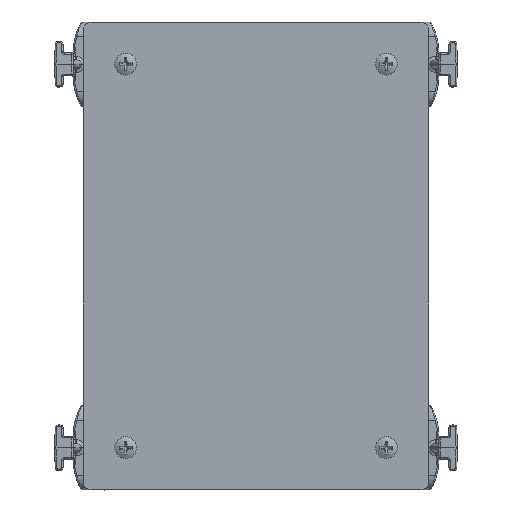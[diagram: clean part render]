
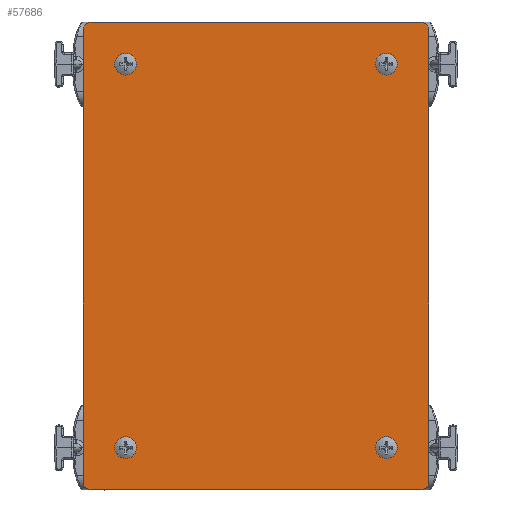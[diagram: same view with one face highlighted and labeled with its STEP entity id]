
A CAD part, top view. The second image highlights one B-rep face of the part: STEP entity #57686.
In plain terms, the highlighted planar face has unit normal (0, 0, 1).
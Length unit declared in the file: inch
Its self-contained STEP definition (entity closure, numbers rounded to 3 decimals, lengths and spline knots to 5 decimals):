
#45 = PLANE ( 'NONE',  #2210 ) ;
#1805 = DIRECTION ( 'NONE',  ( 0., -1., 0. ) ) ;
#2210 = AXIS2_PLACEMENT_3D ( 'NONE', #28996, #60828, #37328 ) ;
#2987 = DIRECTION ( 'NONE',  ( 0., 0., -1. ) ) ;
#4058 = CARTESIAN_POINT ( 'NONE',  ( 0.10205, 3.78791, 0.04 ) ) ;
#5715 = CARTESIAN_POINT ( 'NONE',  ( -1.89745, -3.14959, 0.04 ) ) ;
#7181 = DIRECTION ( 'NONE',  ( 0., 0., 1. ) ) ;
#7411 = FACE_BOUND ( 'NONE', #22065, .T. ) ;
#8509 = EDGE_CURVE ( 'NONE', #15505, #19145, #58265, .T. ) ;
#9843 = CIRCLE ( 'NONE', #36554, 0.125 ) ;
#10204 = CIRCLE ( 'NONE', #63475, 0.125 ) ;
#11107 = CARTESIAN_POINT ( 'NONE',  ( 2.78955, 3.78791, 0.04 ) ) ;
#11129 = EDGE_CURVE ( 'NONE', #26396, #15505, #28295, .T. ) ;
#11736 = AXIS2_PLACEMENT_3D ( 'NONE', #62675, #84288, #46039 ) ;
#12248 = CARTESIAN_POINT ( 'NONE',  ( 2.91455, -3.71209, 0.04 ) ) ;
#12264 = DIRECTION ( 'NONE',  ( 1., 0., 0. ) ) ;
#13576 = EDGE_LOOP ( 'NONE', ( #81709 ) ) ;
#13802 = FACE_BOUND ( 'NONE', #60853, .T. ) ;
#13884 = CARTESIAN_POINT ( 'NONE',  ( -1.89745, 3.10041, 0.04 ) ) ;
#15505 = VERTEX_POINT ( 'NONE', #67263 ) ;
#15510 = VERTEX_POINT ( 'NONE', #45391 ) ;
#16567 = EDGE_CURVE ( 'NONE', #93784, #58839, #43881, .T. ) ;
#19145 = VERTEX_POINT ( 'NONE', #57497 ) ;
#20883 = ORIENTED_EDGE ( 'NONE', *, *, #43475, .T. ) ;
#22065 = EDGE_LOOP ( 'NONE', ( #78444 ) ) ;
#22268 = VERTEX_POINT ( 'NONE', #11107 ) ;
#22651 = VECTOR ( 'NONE', #76005, 39.37008 ) ;
#24611 = CARTESIAN_POINT ( 'NONE',  ( -2.02245, 3.10041, 0.04 ) ) ;
#26396 = VERTEX_POINT ( 'NONE', #81999 ) ;
#26554 = CARTESIAN_POINT ( 'NONE',  ( -2.58545, -3.83709, 0.04 ) ) ;
#27996 = DIRECTION ( 'NONE',  ( 0., 0., 1. ) ) ;
#28295 = CIRCLE ( 'NONE', #45503, 0.125 ) ;
#28472 = DIRECTION ( 'NONE',  ( -1., 0., 0. ) ) ;
#28996 = CARTESIAN_POINT ( 'NONE',  ( 0.10205, -0.02459, 0.04 ) ) ;
#30294 = LINE ( 'NONE', #74429, #69786 ) ;
#30795 = DIRECTION ( 'NONE',  ( 1., 0., 0. ) ) ;
#30918 = CARTESIAN_POINT ( 'NONE',  ( 2.91455, -0.02459, 0.04 ) ) ;
#31550 = EDGE_CURVE ( 'NONE', #85639, #22268, #41469, .T. ) ;
#34650 = EDGE_CURVE ( 'NONE', #48889, #48889, #51100, .T. ) ;
#36335 = LINE ( 'NONE', #30918, #22651 ) ;
#36554 = AXIS2_PLACEMENT_3D ( 'NONE', #24611, #2987, #70635 ) ;
#37102 = VERTEX_POINT ( 'NONE', #5715 ) ;
#37166 = EDGE_CURVE ( 'NONE', #89684, #93784, #30294, .T. ) ;
#37328 = DIRECTION ( 'NONE',  ( 1., 0., 0. ) ) ;
#38283 = FACE_BOUND ( 'NONE', #13576, .T. ) ;
#40383 = LINE ( 'NONE', #4058, #75658 ) ;
#41469 = CIRCLE ( 'NONE', #11736, 0.125 ) ;
#42508 = DIRECTION ( 'NONE',  ( 0., 0., -1. ) ) ;
#42635 = CARTESIAN_POINT ( 'NONE',  ( -2.58545, 3.66291, 0.04 ) ) ;
#43475 = EDGE_CURVE ( 'NONE', #22268, #26396, #40383, .T. ) ;
#43881 = CIRCLE ( 'NONE', #90868, 0.125 ) ;
#44919 = ORIENTED_EDGE ( 'NONE', *, *, #16567, .T. ) ;
#45391 = CARTESIAN_POINT ( 'NONE',  ( 2.35205, 3.10041, 0.04 ) ) ;
#45503 = AXIS2_PLACEMENT_3D ( 'NONE', #42635, #95142, #12264 ) ;
#46039 = DIRECTION ( 'NONE',  ( -1., 0., 0. ) ) ;
#46180 = EDGE_CURVE ( 'NONE', #58839, #85639, #36335, .T. ) ;
#46576 = ORIENTED_EDGE ( 'NONE', *, *, #11129, .T. ) ;
#48889 = VERTEX_POINT ( 'NONE', #93545 ) ;
#50221 = ORIENTED_EDGE ( 'NONE', *, *, #31550, .T. ) ;
#50821 = CARTESIAN_POINT ( 'NONE',  ( 2.91455, 3.66291, 0.04 ) ) ;
#51100 = CIRCLE ( 'NONE', #65181, 0.125 ) ;
#53894 = CIRCLE ( 'NONE', #69463, 0.125 ) ;
#55058 = DIRECTION ( 'NONE',  ( 1., 0., 0. ) ) ;
#55586 = DIRECTION ( 'NONE',  ( -1., 0., 0. ) ) ;
#56505 = DIRECTION ( 'NONE',  ( 1., 0., 0. ) ) ;
#56587 = EDGE_CURVE ( 'NONE', #37102, #37102, #53894, .T. ) ;
#57497 = CARTESIAN_POINT ( 'NONE',  ( -2.71045, -3.71209, 0.04 ) ) ;
#57686 = ADVANCED_FACE ( 'NONE', ( #13802, #38283, #7411, #88846, #74066 ), #45, .T. ) ;
#58265 = LINE ( 'NONE', #58758, #74993 ) ;
#58758 = CARTESIAN_POINT ( 'NONE',  ( -2.71045, -0.02459, 0.04 ) ) ;
#58839 = VERTEX_POINT ( 'NONE', #12248 ) ;
#59768 = EDGE_CURVE ( 'NONE', #19145, #89684, #10204, .T. ) ;
#60828 = DIRECTION ( 'NONE',  ( 0., 0., 1. ) ) ;
#60853 = EDGE_LOOP ( 'NONE', ( #92560 ) ) ;
#62394 = DIRECTION ( 'NONE',  ( 0., 0., -1. ) ) ;
#62675 = CARTESIAN_POINT ( 'NONE',  ( 2.78955, 3.66291, 0.04 ) ) ;
#63475 = AXIS2_PLACEMENT_3D ( 'NONE', #81233, #7181, #80745 ) ;
#65181 = AXIS2_PLACEMENT_3D ( 'NONE', #93777, #87378, #56505 ) ;
#65243 = CARTESIAN_POINT ( 'NONE',  ( 2.78955, -3.71209, 0.04 ) ) ;
#67263 = CARTESIAN_POINT ( 'NONE',  ( -2.71045, 3.66291, 0.04 ) ) ;
#67633 = ORIENTED_EDGE ( 'NONE', *, *, #59768, .T. ) ;
#69240 = CARTESIAN_POINT ( 'NONE',  ( -2.02245, -3.14959, 0.04 ) ) ;
#69463 = AXIS2_PLACEMENT_3D ( 'NONE', #69240, #62394, #55058 ) ;
#69786 = VECTOR ( 'NONE', #30795, 39.37008 ) ;
#70614 = ORIENTED_EDGE ( 'NONE', *, *, #8509, .T. ) ;
#70635 = DIRECTION ( 'NONE',  ( 1., 0., 0. ) ) ;
#72402 = DIRECTION ( 'NONE',  ( 1., 0., 0. ) ) ;
#74066 = FACE_OUTER_BOUND ( 'NONE', #84388, .T. ) ;
#74429 = CARTESIAN_POINT ( 'NONE',  ( 0.10205, -3.83709, 0.04 ) ) ;
#74993 = VECTOR ( 'NONE', #1805, 39.37008 ) ;
#75658 = VECTOR ( 'NONE', #55586, 39.37008 ) ;
#76005 = DIRECTION ( 'NONE',  ( 0., 1., 0. ) ) ;
#78444 = ORIENTED_EDGE ( 'NONE', *, *, #80109, .T. ) ;
#79776 = CARTESIAN_POINT ( 'NONE',  ( 2.22705, 3.10041, 0.04 ) ) ;
#80109 = EDGE_CURVE ( 'NONE', #15510, #15510, #81506, .T. ) ;
#80745 = DIRECTION ( 'NONE',  ( -1., 0., 0. ) ) ;
#80850 = EDGE_LOOP ( 'NONE', ( #97071 ) ) ;
#80898 = ORIENTED_EDGE ( 'NONE', *, *, #37166, .T. ) ;
#81233 = CARTESIAN_POINT ( 'NONE',  ( -2.58545, -3.71209, 0.04 ) ) ;
#81506 = CIRCLE ( 'NONE', #83112, 0.125 ) ;
#81709 = ORIENTED_EDGE ( 'NONE', *, *, #89585, .T. ) ;
#81999 = CARTESIAN_POINT ( 'NONE',  ( -2.58545, 3.78791, 0.04 ) ) ;
#83097 = CARTESIAN_POINT ( 'NONE',  ( 2.78955, -3.83709, 0.04 ) ) ;
#83112 = AXIS2_PLACEMENT_3D ( 'NONE', #79776, #42508, #72402 ) ;
#84288 = DIRECTION ( 'NONE',  ( 0., 0., 1. ) ) ;
#84388 = EDGE_LOOP ( 'NONE', ( #50221, #20883, #46576, #70614, #67633, #80898, #44919, #90313 ) ) ;
#85639 = VERTEX_POINT ( 'NONE', #50821 ) ;
#87378 = DIRECTION ( 'NONE',  ( 0., 0., -1. ) ) ;
#88846 = FACE_BOUND ( 'NONE', #80850, .T. ) ;
#88924 = VERTEX_POINT ( 'NONE', #13884 ) ;
#89585 = EDGE_CURVE ( 'NONE', #88924, #88924, #9843, .T. ) ;
#89684 = VERTEX_POINT ( 'NONE', #26554 ) ;
#90313 = ORIENTED_EDGE ( 'NONE', *, *, #46180, .T. ) ;
#90868 = AXIS2_PLACEMENT_3D ( 'NONE', #65243, #27996, #28472 ) ;
#92560 = ORIENTED_EDGE ( 'NONE', *, *, #56587, .T. ) ;
#93545 = CARTESIAN_POINT ( 'NONE',  ( 2.35205, -3.14959, 0.04 ) ) ;
#93777 = CARTESIAN_POINT ( 'NONE',  ( 2.22705, -3.14959, 0.04 ) ) ;
#93784 = VERTEX_POINT ( 'NONE', #83097 ) ;
#95142 = DIRECTION ( 'NONE',  ( 0., 0., 1. ) ) ;
#97071 = ORIENTED_EDGE ( 'NONE', *, *, #34650, .T. ) ;
